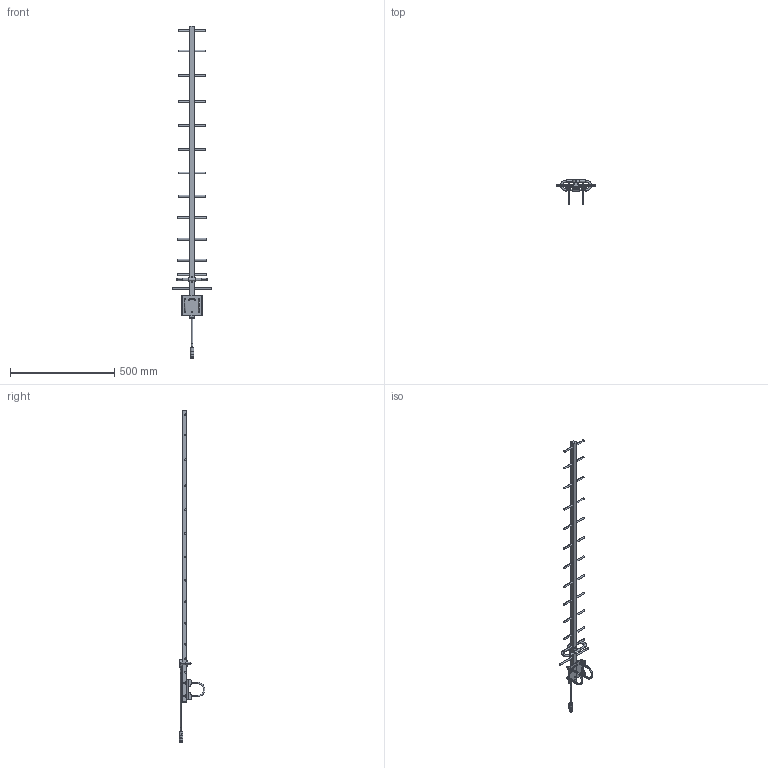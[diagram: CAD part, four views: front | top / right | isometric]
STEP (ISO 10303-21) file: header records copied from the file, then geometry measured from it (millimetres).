
FILE_DESCRIPTION (( 'STEP AP214' ), '1' );
FILE_NAME ('FM51YA1011_3D.step', '2022-12-30T21:56:55', ( '' ), ( '' ), 'SwSTEP 2.0', 'SolidWorks 2022', '' );
FILE_SCHEMA (( 'AUTOMOTIVE_DESIGN' ));
Length unit declared in the file: inch
Products named in the file (1): FM51YA1011_3D
Bounding box: 190.5 x 121.78 x 1590.24 mm (x, y, z)
Volume: 287735.8 mm3; surface area: 337402.8 mm2
Topology: 41 solids, 41 shells, 2624 faces, 5502 edges, 2966 vertices
Faces by surface type: cone 1350, cylinder 909, plane 307, torus 34, sphere 18, bspline 6
Entity records: 105622 total; most frequent: CARTESIAN_POINT 14087, DIRECTION 13196, ORIENTED_EDGE 10964, EDGE_CURVE 5482, AXIS2_PLACEMENT_3D 5289, VERTEX_POINT 2962, EDGE_LOOP 2776, CIRCLE 2670
